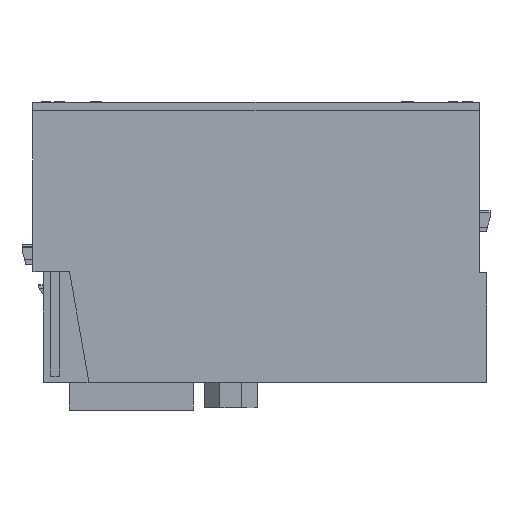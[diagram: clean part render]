
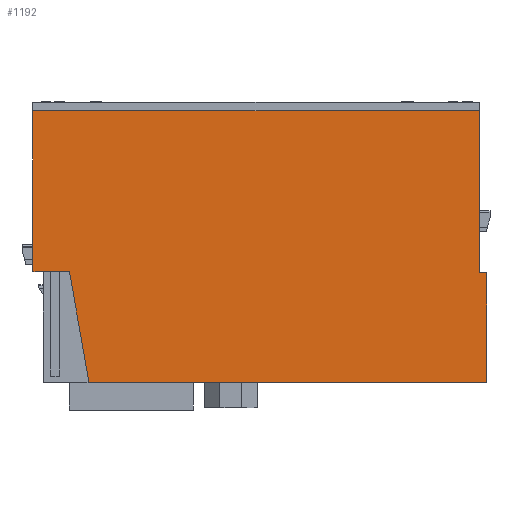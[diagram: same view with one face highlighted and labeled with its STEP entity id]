
A CAD part, left-side view. The second image highlights one B-rep face of the part: STEP entity #1192.
In plain terms, the highlighted face is planar.
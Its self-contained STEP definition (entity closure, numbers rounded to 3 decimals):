
#1192=ADVANCED_FACE('',(#2579),#1930,.F.);
#1930=PLANE('',#13954);
#2579=FACE_OUTER_BOUND('',#3297,.T.);
#3297=EDGE_LOOP('',(#4742,#4743,#4744,#4745,#4746,#4747,#4748,#4749));
#4742=ORIENTED_EDGE('',*,*,#9174,.F.);
#4743=ORIENTED_EDGE('',*,*,#9175,.T.);
#4744=ORIENTED_EDGE('',*,*,#9000,.F.);
#4745=ORIENTED_EDGE('',*,*,#9173,.F.);
#4746=ORIENTED_EDGE('',*,*,#9171,.F.);
#4747=ORIENTED_EDGE('',*,*,#9055,.F.);
#4748=ORIENTED_EDGE('',*,*,#9126,.F.);
#4749=ORIENTED_EDGE('',*,*,#9135,.F.);
#7709=VERTEX_POINT('',#18178);
#7710=VERTEX_POINT('',#18180);
#7761=VERTEX_POINT('',#18320);
#7762=VERTEX_POINT('',#18322);
#7816=VERTEX_POINT('',#18485);
#7822=VERTEX_POINT('',#18500);
#7851=VERTEX_POINT('',#18625);
#7852=VERTEX_POINT('',#18633);
#9000=EDGE_CURVE('',#7709,#7710,#10788,.T.);
#9055=EDGE_CURVE('',#7761,#7762,#10837,.T.);
#9126=EDGE_CURVE('',#7816,#7761,#10900,.T.);
#9135=EDGE_CURVE('',#7822,#7816,#10909,.T.);
#9171=EDGE_CURVE('',#7762,#7851,#10937,.T.);
#9173=EDGE_CURVE('',#7851,#7709,#10939,.T.);
#9174=EDGE_CURVE('',#7852,#7822,#10940,.T.);
#9175=EDGE_CURVE('',#7852,#7710,#10941,.T.);
#10788=LINE('',#18179,#12403);
#10837=LINE('',#18321,#12452);
#10900=LINE('',#18484,#12515);
#10909=LINE('',#18501,#12524);
#10937=LINE('',#18627,#12552);
#10939=LINE('',#18630,#12554);
#10940=LINE('',#18632,#12555);
#10941=LINE('',#18634,#12556);
#12403=VECTOR('',#15051,1.);
#12452=VECTOR('',#15110,1.);
#12515=VECTOR('',#15205,1.);
#12524=VECTOR('',#15216,1.);
#12552=VECTOR('',#15256,1.);
#12554=VECTOR('',#15260,1.);
#12555=VECTOR('',#15263,1.);
#12556=VECTOR('',#15264,1.);
#13954=AXIS2_PLACEMENT_3D('',#18635,#15265,#15266);
#15051=DIRECTION('',(0.,-1.,0.));
#15110=DIRECTION('',(0.,0.,-1.));
#15205=DIRECTION('',(0.,1.,0.));
#15216=DIRECTION('',(0.,0.,1.));
#15256=DIRECTION('',(0.,1.,0.));
#15260=DIRECTION('',(0.,0.,-1.));
#15263=DIRECTION('',(0.,-1.,0.));
#15264=DIRECTION('',(0.,0.174,-0.985));
#15265=DIRECTION('',(-1.,0.,0.));
#15266=DIRECTION('',(0.,0.,1.));
#18178=CARTESIAN_POINT('',(15.,82.6,0.));
#18179=CARTESIAN_POINT('',(15.,82.6,0.));
#18180=CARTESIAN_POINT('',(15.,10.2,0.));
#18320=CARTESIAN_POINT('',(15.,81.2,49.5));
#18321=CARTESIAN_POINT('',(15.,81.2,49.5));
#18322=CARTESIAN_POINT('',(15.,81.2,20.));
#18484=CARTESIAN_POINT('',(15.,0.,49.5));
#18485=CARTESIAN_POINT('',(15.,0.,49.5));
#18500=CARTESIAN_POINT('',(15.,0.,20.2));
#18501=CARTESIAN_POINT('',(15.,0.,20.2));
#18625=CARTESIAN_POINT('',(15.,82.6,20.));
#18627=CARTESIAN_POINT('',(15.,81.2,20.));
#18630=CARTESIAN_POINT('',(15.,82.6,20.));
#18632=CARTESIAN_POINT('',(15.,1.9,20.2));
#18633=CARTESIAN_POINT('',(15.,6.638,20.2));
#18634=CARTESIAN_POINT('',(15.,6.638,20.2));
#18635=CARTESIAN_POINT('',(15.,1.9,0.));
